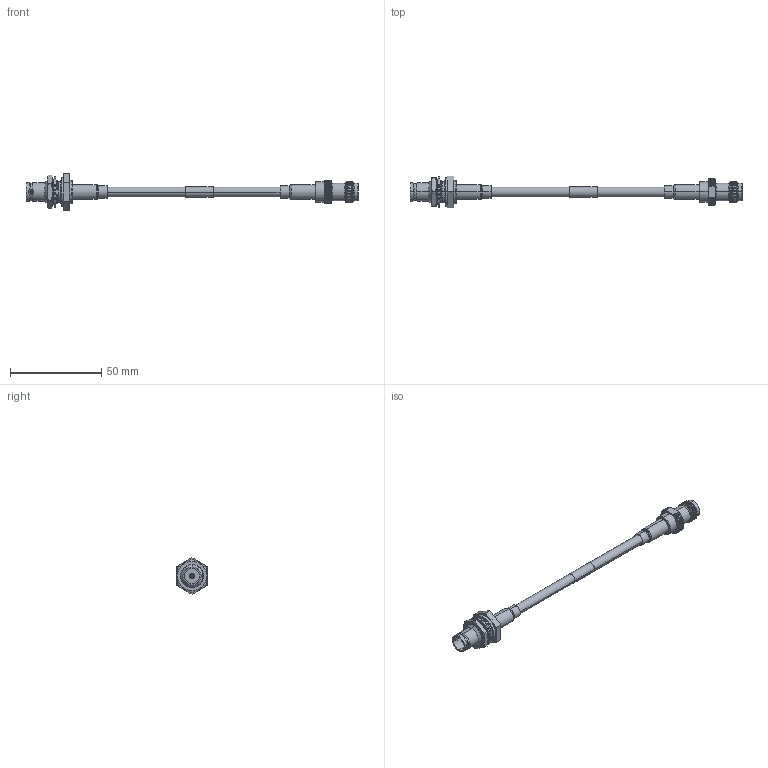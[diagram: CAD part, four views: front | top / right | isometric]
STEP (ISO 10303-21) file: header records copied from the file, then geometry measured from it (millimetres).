
FILE_DESCRIPTION (( 'STEP AP203' ), '1' );
FILE_NAME ('FMCA2723.STEP', '2022-03-09T17:42:56', ( '' ), ( '' ), 'SwSTEP 2.0', 'SolidWorks 2021', '' );
FILE_SCHEMA (( 'CONFIG_CONTROL_DESIGN' ));
Length unit declared in the file: millimetre
Products named in the file (5): FMCN1571_Assemble; CA-240-MA1_.75" Long; FMCA2723; RG223_with label; FMCN1752_WITH FERRULE
Assembly tree (5 placements, depth 2):
  FMCA2723
    RG223_with label
    FMCN1571_Assemble
    FMCN1752_WITH FERRULE
    CA-240-MA1_.75" Long  x2
Bounding box: 182.01 x 17.5 x 20.21 mm (x, y, z)
Volume: 8056 mm3; surface area: 11829.3 mm2
Topology: 17 solids, 18 shells, 893 faces, 2077 edges, 1240 vertices
Faces by surface type: plane 429, cone 226, cylinder 207, torus 28, bspline 3
Entity records: 27660 total; most frequent: CARTESIAN_POINT 7717, ORIENTED_EDGE 4066, DIRECTION 4028, EDGE_CURVE 2033, AXIS2_PLACEMENT_3D 1547, VERTEX_POINT 1216, LINE 934, VECTOR 934
